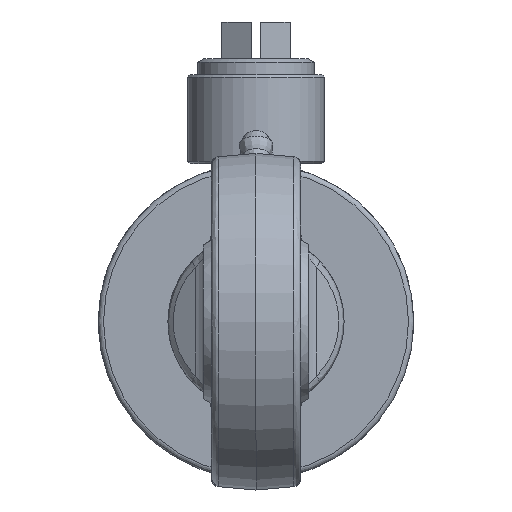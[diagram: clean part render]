
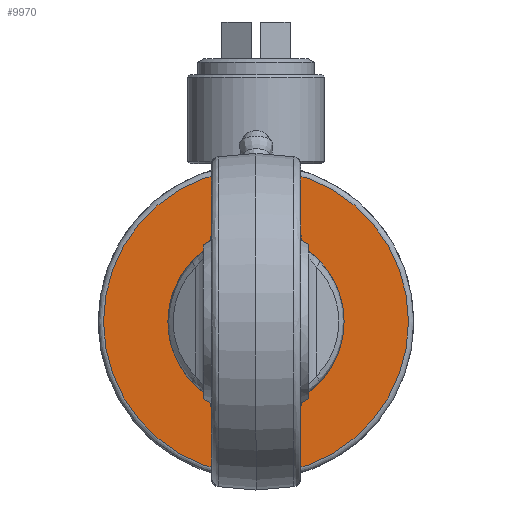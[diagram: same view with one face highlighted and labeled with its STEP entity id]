
A CAD part, left-side view. The second image highlights one B-rep face of the part: STEP entity #9970.
In plain terms, the highlighted planar face has unit normal (-1, 0, 0).
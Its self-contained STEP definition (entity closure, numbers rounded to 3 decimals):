
#1955 = DIRECTION ( 'NONE',  ( -1., 0., 0. ) ) ;
#2328 = VERTEX_POINT ( 'NONE', #7439 ) ;
#3062 = AXIS2_PLACEMENT_3D ( 'NONE', #7427, #1955, #7170 ) ;
#3363 = ORIENTED_EDGE ( 'NONE', *, *, #15984, .T. ) ;
#5845 = FACE_OUTER_BOUND ( 'NONE', #16881, .T. ) ;
#6200 = PLANE ( 'NONE',  #3062 ) ;
#6825 = DIRECTION ( 'NONE',  ( 1., 0., 0. ) ) ;
#7170 = DIRECTION ( 'NONE',  ( 0., 0., 1. ) ) ;
#7427 = CARTESIAN_POINT ( 'NONE',  ( -8., 0., 29. ) ) ;
#7439 = CARTESIAN_POINT ( 'NONE',  ( -8., 0., -2. ) ) ;
#7669 = AXIS2_PLACEMENT_3D ( 'NONE', #9495, #10857, #13995 ) ;
#8170 = CARTESIAN_POINT ( 'NONE',  ( -8., 0., 0. ) ) ;
#9495 = CARTESIAN_POINT ( 'NONE',  ( -8., 0., 0. ) ) ;
#9704 = CARTESIAN_POINT ( 'NONE',  ( -8., 0., 29. ) ) ;
#9970 = ADVANCED_FACE ( 'NONE', ( #5845, #11696 ), #6200, .T. ) ;
#10314 = AXIS2_PLACEMENT_3D ( 'NONE', #8170, #6825, #17904 ) ;
#10318 = EDGE_CURVE ( 'NONE', #14283, #14283, #15817, .T. ) ;
#10857 = DIRECTION ( 'NONE',  ( -1., 0., 0. ) ) ;
#11188 = CIRCLE ( 'NONE', #10314, 2. ) ;
#11696 = FACE_BOUND ( 'NONE', #13731, .T. ) ;
#12448 = ORIENTED_EDGE ( 'NONE', *, *, #10318, .T. ) ;
#13731 = EDGE_LOOP ( 'NONE', ( #3363 ) ) ;
#13995 = DIRECTION ( 'NONE',  ( 0., 0., 1. ) ) ;
#14283 = VERTEX_POINT ( 'NONE', #9704 ) ;
#15817 = CIRCLE ( 'NONE', #7669, 29. ) ;
#15984 = EDGE_CURVE ( 'NONE', #2328, #2328, #11188, .T. ) ;
#16881 = EDGE_LOOP ( 'NONE', ( #12448 ) ) ;
#17904 = DIRECTION ( 'NONE',  ( 0., 0., -1. ) ) ;
